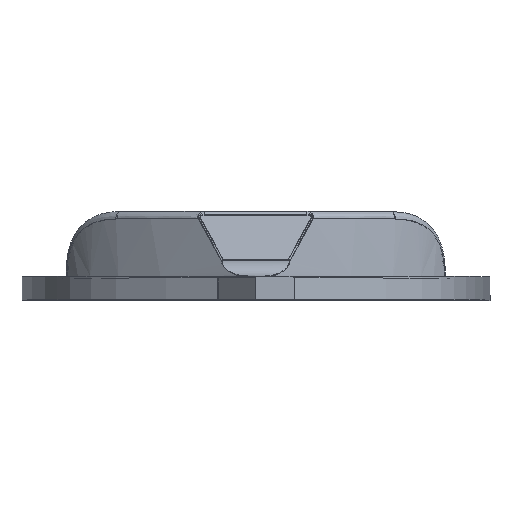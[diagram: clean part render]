
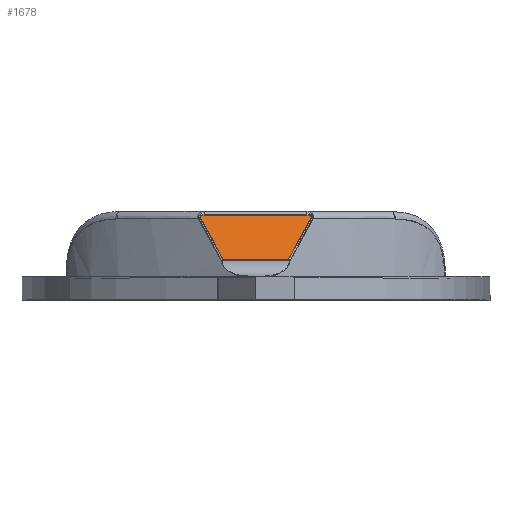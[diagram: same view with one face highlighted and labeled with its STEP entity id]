
A CAD part, top view. The second image highlights one B-rep face of the part: STEP entity #1678.
In plain terms, the highlighted planar face has unit normal (0, 0.292, 0.956).
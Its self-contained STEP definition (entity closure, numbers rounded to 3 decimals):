
#29 = CARTESIAN_POINT ( 'NONE',  ( 98.106, 221.389, 635.946 ) ) ;
#151 = CARTESIAN_POINT ( 'NONE',  ( 98.114, 223.111, 635.42 ) ) ;
#178 = VECTOR ( 'NONE', #4756, 1000. ) ;
#190 = CARTESIAN_POINT ( 'NONE',  ( 57.445, 147.303, 658.597 ) ) ;
#213 = CARTESIAN_POINT ( 'NONE',  ( 98.269, 222.359, 635.65 ) ) ;
#315 = CARTESIAN_POINT ( 'NONE',  ( -98.241, 222.697, 635.547 ) ) ;
#328 = CARTESIAN_POINT ( 'NONE',  ( 84.527, 196.376, 643.594 ) ) ;
#337 = CARTESIAN_POINT ( 'NONE',  ( -97.306, 224.186, 635.091 ) ) ;
#417 = ORIENTED_EDGE ( 'NONE', *, *, #4299, .T. ) ;
#420 = B_SPLINE_CURVE_WITH_KNOTS ( 'NONE', 3,
 ( #5222, #5680, #29, #3364, #661, #213, #5701, #3409, #703, #151, #1158, #4398, #618, #4798, #5842, #5364, #1249, #5406, #5862, #3487, #4463, #4964, #724, #2123, #1721, #3072 ),
 .UNSPECIFIED., .F., .F.,
 ( 4, 2, 2, 2, 2, 2, 2, 2, 2, 2, 2, 2, 4 ),
 ( 0., 0.001, 0.001, 0.002, 0.002, 0.003, 0.003, 0.004, 0.005, 0.007, 0.008, 0.01, 0.011 ),
 .UNSPECIFIED. ) ;
#451 = EDGE_CURVE ( 'NONE', #1897, #3858, #546, .T. ) ;
#527 = EDGE_CURVE ( 'NONE', #2809, #1897, #2782, .T. ) ;
#546 = B_SPLINE_CURVE_WITH_KNOTS ( 'NONE', 3,
 ( #3094, #4939, #775, #3026, #5423, #3549, #1246, #4074, #3594, #5402, #4480, #2606, #337, #2160, #839, #5858, #4961, #315, #5360, #800, #5445, #2179, #3573, #1286, #4524, #5898 ),
 .UNSPECIFIED., .F., .F.,
 ( 4, 2, 2, 2, 2, 2, 2, 2, 2, 2, 2, 2, 4 ),
 ( 0., 0.003, 0.004, 0.005, 0.005, 0.007, 0.007, 0.008, 0.009, 0.009, 0.01, 0.01, 0.011 ),
 .UNSPECIFIED. ) ;
#618 = CARTESIAN_POINT ( 'NONE',  ( 97.635, 223.86, 635.191 ) ) ;
#661 = CARTESIAN_POINT ( 'NONE',  ( 98.265, 222.032, 635.75 ) ) ;
#703 = CARTESIAN_POINT ( 'NONE',  ( 98.208, 222.795, 635.516 ) ) ;
#724 = CARTESIAN_POINT ( 'NONE',  ( 92.242, 225.912, 634.564 ) ) ;
#762 = VERTEX_POINT ( 'NONE', #190 ) ;
#775 = CARTESIAN_POINT ( 'NONE',  ( -92.238, 225.932, 634.557 ) ) ;
#800 = CARTESIAN_POINT ( 'NONE',  ( -98.27, 222.15, 635.714 ) ) ;
#839 = CARTESIAN_POINT ( 'NONE',  ( -97.773, 223.698, 635.24 ) ) ;
#968 = EDGE_LOOP ( 'NONE', ( #5443, #417, #1191, #4881, #1474, #5432 ) ) ;
#1158 = CARTESIAN_POINT ( 'NONE',  ( 98.018, 223.313, 635.358 ) ) ;
#1161 = CARTESIAN_POINT ( 'NONE',  ( -57.445, 147.303, 658.597 ) ) ;
#1191 = ORIENTED_EDGE ( 'NONE', *, *, #5875, .F. ) ;
#1246 = CARTESIAN_POINT ( 'NONE',  ( -94.89, 225.411, 634.717 ) ) ;
#1249 = CARTESIAN_POINT ( 'NONE',  ( 96.189, 224.918, 634.867 ) ) ;
#1286 = CARTESIAN_POINT ( 'NONE',  ( -98.11, 221.394, 635.945 ) ) ;
#1430 = LINE ( 'NONE', #3801, #178 ) ;
#1474 = ORIENTED_EDGE ( 'NONE', *, *, #4539, .T. ) ;
#1658 = B_SPLINE_CURVE_WITH_KNOTS ( 'NONE', 3,
 ( #4454, #2618, #328, #1826 ),
 .UNSPECIFIED., .F., .F.,
 ( 4, 4 ),
 ( 0., 0.087 ),
 .UNSPECIFIED. ) ;
#1678 = ADVANCED_FACE ( 'NONE', ( #3600 ), #4757, .F. ) ;
#1721 = CARTESIAN_POINT ( 'NONE',  ( 90.876, 225.99, 634.54 ) ) ;
#1736 = VERTEX_POINT ( 'NONE', #1161 ) ;
#1826 = CARTESIAN_POINT ( 'NONE',  ( 97.912, 220.99, 636.068 ) ) ;
#1897 = VERTEX_POINT ( 'NONE', #4959 ) ;
#2105 = CARTESIAN_POINT ( 'NONE',  ( 97.912, 220.99, 636.068 ) ) ;
#2123 = CARTESIAN_POINT ( 'NONE',  ( 91.333, 225.975, 634.544 ) ) ;
#2156 = EDGE_CURVE ( 'NONE', #762, #2459, #1658, .T. ) ;
#2160 = CARTESIAN_POINT ( 'NONE',  ( -97.626, 223.872, 635.187 ) ) ;
#2179 = CARTESIAN_POINT ( 'NONE',  ( -98.227, 221.82, 635.815 ) ) ;
#2207 = B_SPLINE_CURVE_WITH_KNOTS ( 'NONE', 3,
 ( #3918, #4027, #3959, #5335 ),
 .UNSPECIFIED., .F., .F.,
 ( 4, 4 ),
 ( 0., 0.087 ),
 .UNSPECIFIED. ) ;
#2459 = VERTEX_POINT ( 'NONE', #2105 ) ;
#2492 = DIRECTION ( 'NONE',  ( 0., -0.292, -0.956 ) ) ;
#2606 = CARTESIAN_POINT ( 'NONE',  ( -97.129, 224.33, 635.047 ) ) ;
#2618 = CARTESIAN_POINT ( 'NONE',  ( 70.985, 171.84, 651.095 ) ) ;
#2782 = LINE ( 'NONE', #4193, #3747 ) ;
#2809 = VERTEX_POINT ( 'NONE', #4731 ) ;
#3026 = CARTESIAN_POINT ( 'NONE',  ( -93.574, 225.73, 634.619 ) ) ;
#3072 = CARTESIAN_POINT ( 'NONE',  ( 90.419, 225.99, 634.54 ) ) ;
#3094 = CARTESIAN_POINT ( 'NONE',  ( -90.422, 225.99, 634.54 ) ) ;
#3260 = DIRECTION ( 'NONE',  ( -1., 0., 0. ) ) ;
#3364 = CARTESIAN_POINT ( 'NONE',  ( 98.23, 221.812, 635.817 ) ) ;
#3409 = CARTESIAN_POINT ( 'NONE',  ( 98.232, 222.686, 635.55 ) ) ;
#3487 = CARTESIAN_POINT ( 'NONE',  ( 94.042, 225.637, 634.648 ) ) ;
#3549 = CARTESIAN_POINT ( 'NONE',  ( -94.673, 225.474, 634.698 ) ) ;
#3573 = CARTESIAN_POINT ( 'NONE',  ( -98.202, 221.712, 635.848 ) ) ;
#3594 = CARTESIAN_POINT ( 'NONE',  ( -95.539, 225.19, 634.784 ) ) ;
#3600 = FACE_OUTER_BOUND ( 'NONE', #968, .T. ) ;
#3747 = VECTOR ( 'NONE', #3260, 1000. ) ;
#3801 = CARTESIAN_POINT ( 'NONE',  ( -59.383, 147.303, 658.597 ) ) ;
#3858 = VERTEX_POINT ( 'NONE', #4105 ) ;
#3918 = CARTESIAN_POINT ( 'NONE',  ( -97.915, 220.99, 636.068 ) ) ;
#3959 = CARTESIAN_POINT ( 'NONE',  ( -70.985, 171.84, 651.095 ) ) ;
#4027 = CARTESIAN_POINT ( 'NONE',  ( -84.529, 196.375, 643.594 ) ) ;
#4074 = CARTESIAN_POINT ( 'NONE',  ( -95.323, 225.269, 634.76 ) ) ;
#4105 = CARTESIAN_POINT ( 'NONE',  ( -97.915, 220.99, 636.068 ) ) ;
#4193 = CARTESIAN_POINT ( 'NONE',  ( -59.383, 225.99, 634.54 ) ) ;
#4299 = EDGE_CURVE ( 'NONE', #3858, #1736, #2207, .T. ) ;
#4398 = CARTESIAN_POINT ( 'NONE',  ( 97.777, 223.689, 635.243 ) ) ;
#4454 = CARTESIAN_POINT ( 'NONE',  ( 57.445, 147.303, 658.597 ) ) ;
#4463 = CARTESIAN_POINT ( 'NONE',  ( 93.598, 225.725, 634.621 ) ) ;
#4480 = CARTESIAN_POINT ( 'NONE',  ( -96.572, 224.721, 634.928 ) ) ;
#4524 = CARTESIAN_POINT ( 'NONE',  ( -98.022, 221.187, 636.008 ) ) ;
#4539 = EDGE_CURVE ( 'NONE', #2459, #2809, #420, .T. ) ;
#4731 = CARTESIAN_POINT ( 'NONE',  ( 90.419, 225.99, 634.54 ) ) ;
#4756 = DIRECTION ( 'NONE',  ( -1., 0., 0. ) ) ;
#4757 = PLANE ( 'NONE',  #5272 ) ;
#4798 = CARTESIAN_POINT ( 'NONE',  ( 97.317, 224.175, 635.095 ) ) ;
#4881 = ORIENTED_EDGE ( 'NONE', *, *, #2156, .T. ) ;
#4939 = CARTESIAN_POINT ( 'NONE',  ( -91.335, 225.99, 634.54 ) ) ;
#4959 = CARTESIAN_POINT ( 'NONE',  ( -90.422, 225.99, 634.54 ) ) ;
#4961 = CARTESIAN_POINT ( 'NONE',  ( -98.111, 223.124, 635.416 ) ) ;
#4964 = CARTESIAN_POINT ( 'NONE',  ( 92.698, 225.863, 634.579 ) ) ;
#5222 = CARTESIAN_POINT ( 'NONE',  ( 97.912, 220.99, 636.068 ) ) ;
#5272 = AXIS2_PLACEMENT_3D ( 'NONE', #5286, #2492, #5744 ) ;
#5286 = CARTESIAN_POINT ( 'NONE',  ( -59.383, 147.757, 658.458 ) ) ;
#5335 = CARTESIAN_POINT ( 'NONE',  ( -57.445, 147.303, 658.597 ) ) ;
#5360 = CARTESIAN_POINT ( 'NONE',  ( -98.272, 222.48, 635.613 ) ) ;
#5364 = CARTESIAN_POINT ( 'NONE',  ( 96.59, 224.709, 634.931 ) ) ;
#5402 = CARTESIAN_POINT ( 'NONE',  ( -96.17, 224.928, 634.864 ) ) ;
#5406 = CARTESIAN_POINT ( 'NONE',  ( 95.348, 225.27, 634.76 ) ) ;
#5423 = CARTESIAN_POINT ( 'NONE',  ( -94.016, 225.643, 634.646 ) ) ;
#5432 = ORIENTED_EDGE ( 'NONE', *, *, #527, .T. ) ;
#5443 = ORIENTED_EDGE ( 'NONE', *, *, #451, .T. ) ;
#5445 = CARTESIAN_POINT ( 'NONE',  ( -98.26, 222.038, 635.748 ) ) ;
#5680 = CARTESIAN_POINT ( 'NONE',  ( 98.019, 221.186, 636.008 ) ) ;
#5701 = CARTESIAN_POINT ( 'NONE',  ( 98.263, 222.468, 635.616 ) ) ;
#5744 = DIRECTION ( 'NONE',  ( -1., 0., 0. ) ) ;
#5842 = CARTESIAN_POINT ( 'NONE',  ( 97.141, 224.319, 635.05 ) ) ;
#5858 = CARTESIAN_POINT ( 'NONE',  ( -98.015, 223.323, 635.355 ) ) ;
#5862 = CARTESIAN_POINT ( 'NONE',  ( 94.917, 225.409, 634.717 ) ) ;
#5875 = EDGE_CURVE ( 'NONE', #762, #1736, #1430, .T. ) ;
#5898 = CARTESIAN_POINT ( 'NONE',  ( -97.915, 220.99, 636.068 ) ) ;
